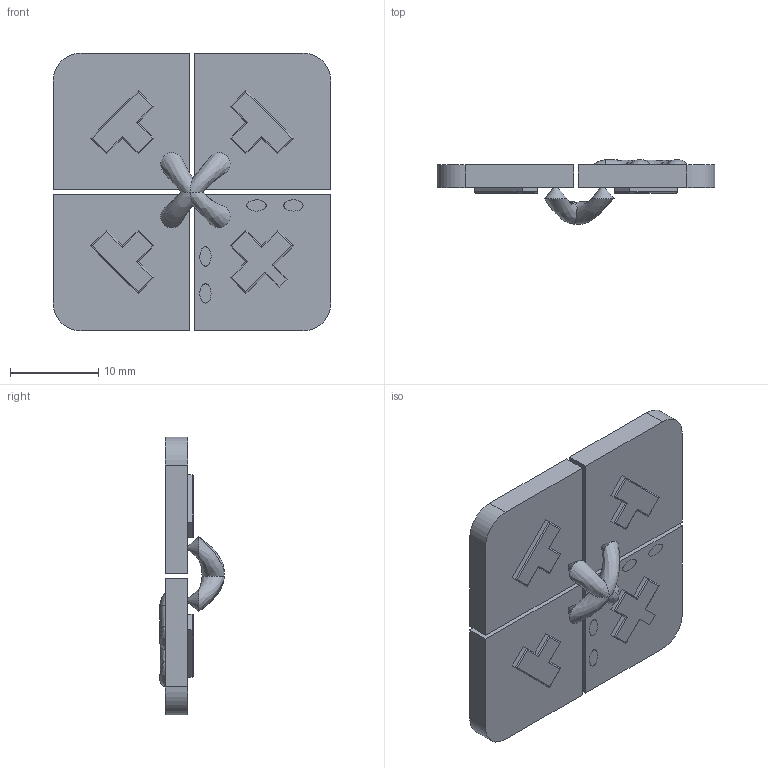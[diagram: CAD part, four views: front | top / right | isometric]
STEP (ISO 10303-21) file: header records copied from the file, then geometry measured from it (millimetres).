
FILE_DESCRIPTION(/* description */ (''),/* implementation_level */ '2;1');
FILE_NAME(/* name */ 'Case Buttons.stp',/* time_stamp */ '2015-08-21T10:59:31-07:00',/* author */ ('Sam Clay'),/* organization */ (''),/* preprocessor_version */ 'ST-DEVELOPER v16.1',/* originating_system */ 'Autodesk Inventor 2016',/* authorisation */ '');
FILE_SCHEMA (('AUTOMOTIVE_DESIGN { 1 0 10303 214 3 1 1 }'));
Length unit declared in the file: inch
Products named in the file (1): Case Buttons
Bounding box: 31.5 x 7.36 x 31.5 mm (x, y, z)
Volume: 2629.8 mm3; surface area: 3140.5 mm2
Topology: 11 solids, 11 shells, 129 faces, 297 edges, 190 vertices
Faces by surface type: plane 76, cylinder 37, bspline 12, cone 4
Entity records: 4754 total; most frequent: CARTESIAN_POINT 1829, DIRECTION 583, ORIENTED_EDGE 578, EDGE_CURVE 289, AXIS2_PLACEMENT_3D 195, LINE 193, VECTOR 193, VERTEX_POINT 186
